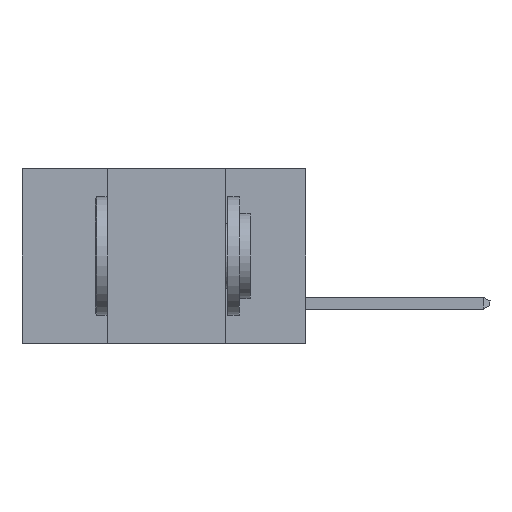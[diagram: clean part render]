
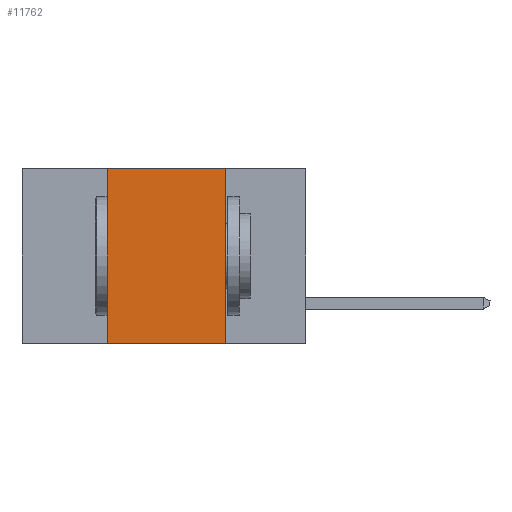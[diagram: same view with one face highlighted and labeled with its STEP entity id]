
A CAD part, left-side view. The second image highlights one B-rep face of the part: STEP entity #11762.
In plain terms, the highlighted planar face has unit normal (-1, 0, 0).
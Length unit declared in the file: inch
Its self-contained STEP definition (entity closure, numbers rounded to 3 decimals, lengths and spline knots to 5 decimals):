
#7 = DIRECTION ( 'NONE',  ( 0., 0., 1. ) ) ;
#165 = LINE ( 'NONE', #13721, #7952 ) ;
#539 = CARTESIAN_POINT ( 'NONE',  ( 0., 0.6, 0. ) ) ;
#980 = DIRECTION ( 'NONE',  ( 0., -1., 0. ) ) ;
#1285 = LINE ( 'NONE', #12988, #7371 ) ;
#2595 = VERTEX_POINT ( 'NONE', #9633 ) ;
#3815 = VERTEX_POINT ( 'NONE', #8196 ) ;
#4341 = DIRECTION ( 'NONE',  ( 0., 0., -1. ) ) ;
#4906 = CARTESIAN_POINT ( 'NONE',  ( 0., 0.6, -0.37 ) ) ;
#4921 = ORIENTED_EDGE ( 'NONE', *, *, #14351, .F. ) ;
#7295 = PLANE ( 'NONE',  #10665 ) ;
#7371 = VECTOR ( 'NONE', #10531, 39.37008 ) ;
#7523 = VERTEX_POINT ( 'NONE', #11479 ) ;
#7952 = VECTOR ( 'NONE', #4341, 39.37008 ) ;
#8051 = CARTESIAN_POINT ( 'NONE',  ( 0., 0.42, -0.37 ) ) ;
#8196 = CARTESIAN_POINT ( 'NONE',  ( 0., 0.42, -0.37 ) ) ;
#8333 = ORIENTED_EDGE ( 'NONE', *, *, #8810, .T. ) ;
#8810 = EDGE_CURVE ( 'NONE', #3815, #2595, #12680, .T. ) ;
#9129 = VECTOR ( 'NONE', #980, 39.37008 ) ;
#9633 = CARTESIAN_POINT ( 'NONE',  ( 0., 0.17, -0.37 ) ) ;
#10531 = DIRECTION ( 'NONE',  ( 0., -1., 0. ) ) ;
#10665 = AXIS2_PLACEMENT_3D ( 'NONE', #539, #12413, #12484 ) ;
#11154 = EDGE_CURVE ( 'NONE', #7523, #16414, #1285, .T. ) ;
#11479 = CARTESIAN_POINT ( 'NONE',  ( 0., 0.42, 0. ) ) ;
#11762 = ADVANCED_FACE ( 'NONE', ( #12242 ), #7295, .F. ) ;
#11908 = CARTESIAN_POINT ( 'NONE',  ( 0., 0.17, 0. ) ) ;
#12242 = FACE_OUTER_BOUND ( 'NONE', #15342, .T. ) ;
#12413 = DIRECTION ( 'NONE',  ( 1., 0., 0. ) ) ;
#12484 = DIRECTION ( 'NONE',  ( 0., 0., -1. ) ) ;
#12519 = ORIENTED_EDGE ( 'NONE', *, *, #11154, .F. ) ;
#12594 = EDGE_CURVE ( 'NONE', #3815, #7523, #13246, .T. ) ;
#12680 = LINE ( 'NONE', #4906, #9129 ) ;
#12988 = CARTESIAN_POINT ( 'NONE',  ( 0., 0.6, 0. ) ) ;
#13246 = LINE ( 'NONE', #8051, #14975 ) ;
#13721 = CARTESIAN_POINT ( 'NONE',  ( 0., 0.17, -0.37 ) ) ;
#14351 = EDGE_CURVE ( 'NONE', #16414, #2595, #165, .T. ) ;
#14975 = VECTOR ( 'NONE', #7, 39.37008 ) ;
#15342 = EDGE_LOOP ( 'NONE', ( #4921, #12519, #16349, #8333 ) ) ;
#16349 = ORIENTED_EDGE ( 'NONE', *, *, #12594, .F. ) ;
#16414 = VERTEX_POINT ( 'NONE', #11908 ) ;
